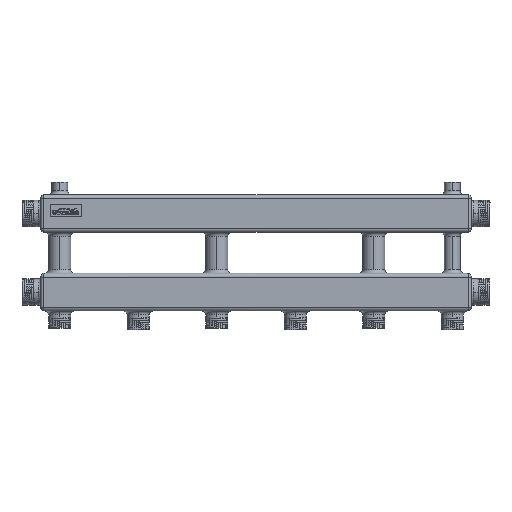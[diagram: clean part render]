
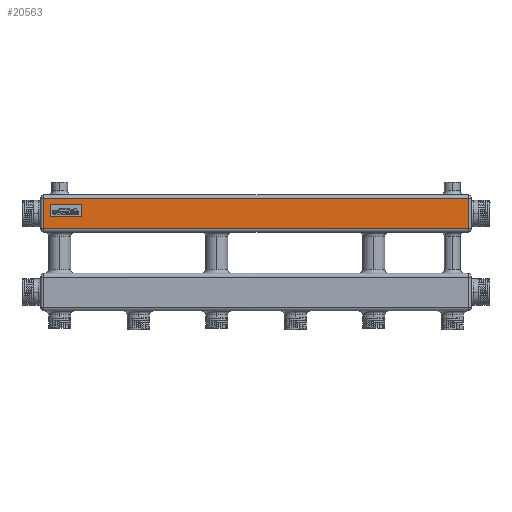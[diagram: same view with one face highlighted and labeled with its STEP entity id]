
A CAD part, top view. The second image highlights one B-rep face of the part: STEP entity #20563.
In plain terms, the highlighted planar face has unit normal (0, 0, 1).
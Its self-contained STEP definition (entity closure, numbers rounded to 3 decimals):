
#238 = EDGE_CURVE ( 'NONE', #1687, #8010, #15625, .T. ) ;
#568 = VECTOR ( 'NONE', #1427, 1000. ) ;
#790 = VERTEX_POINT ( 'NONE', #22497 ) ;
#1301 = VERTEX_POINT ( 'NONE', #20171 ) ;
#1427 = DIRECTION ( 'NONE',  ( 1., 0., 0. ) ) ;
#1561 = VERTEX_POINT ( 'NONE', #34699 ) ;
#1572 = EDGE_CURVE ( 'NONE', #1561, #9176, #33500, .T. ) ;
#1687 = VERTEX_POINT ( 'NONE', #35019 ) ;
#1746 = EDGE_CURVE ( 'NONE', #25547, #1561, #4968, .T. ) ;
#2738 = CARTESIAN_POINT ( 'NONE',  ( 65., 0., 30. ) ) ;
#2960 = VECTOR ( 'NONE', #7907, 1000. ) ;
#4157 = ORIENTED_EDGE ( 'NONE', *, *, #24037, .T. ) ;
#4489 = FACE_OUTER_BOUND ( 'NONE', #8599, .T. ) ;
#4576 = AXIS2_PLACEMENT_3D ( 'NONE', #30427, #20798, #8376 ) ;
#4591 = CARTESIAN_POINT ( 'NONE',  ( 65., 60.5, 30. ) ) ;
#4822 = CARTESIAN_POINT ( 'NONE',  ( 15., 0., 30. ) ) ;
#4841 = VERTEX_POINT ( 'NONE', #24408 ) ;
#4968 = CIRCLE ( 'NONE', #33006, 3. ) ;
#6024 = DIRECTION ( 'NONE',  ( 0., -1., 0. ) ) ;
#6286 = EDGE_CURVE ( 'NONE', #39978, #4841, #15933, .T. ) ;
#6395 = VECTOR ( 'NONE', #33014, 1000. ) ;
#6700 = ORIENTED_EDGE ( 'NONE', *, *, #238, .T. ) ;
#6886 = DIRECTION ( 'NONE',  ( 0., 0., 1. ) ) ;
#7907 = DIRECTION ( 'NONE',  ( 0., 1., 0. ) ) ;
#8010 = VERTEX_POINT ( 'NONE', #35545 ) ;
#8260 = VECTOR ( 'NONE', #20095, 1000. ) ;
#8376 = DIRECTION ( 'NONE',  ( 1., 0., 0. ) ) ;
#8599 = EDGE_LOOP ( 'NONE', ( #36055, #35713, #6700, #16862 ) ) ;
#9176 = VERTEX_POINT ( 'NONE', #33705 ) ;
#9536 = AXIS2_PLACEMENT_3D ( 'NONE', #16119, #37778, #26016 ) ;
#10491 = EDGE_LOOP ( 'NONE', ( #32529, #28873, #20173, #4157, #34511, #31925, #19953, #37123 ) ) ;
#10749 = CARTESIAN_POINT ( 'NONE',  ( 681., 0., 30. ) ) ;
#10868 = VERTEX_POINT ( 'NONE', #4591 ) ;
#12490 = VERTEX_POINT ( 'NONE', #28037 ) ;
#12849 = EDGE_CURVE ( 'NONE', #790, #1687, #34036, .T. ) ;
#13622 = LINE ( 'NONE', #4822, #2960 ) ;
#14013 = CARTESIAN_POINT ( 'NONE',  ( 65., 74.5, 30. ) ) ;
#14183 = DIRECTION ( 'NONE',  ( 0., 0., -1. ) ) ;
#14300 = AXIS2_PLACEMENT_3D ( 'NONE', #26736, #14183, #23335 ) ;
#14709 = DIRECTION ( 'NONE',  ( -1., 0., 0. ) ) ;
#15625 = LINE ( 'NONE', #27270, #39361 ) ;
#15933 = LINE ( 'NONE', #29341, #8260 ) ;
#16119 = CARTESIAN_POINT ( 'NONE',  ( 62., 74.5, 30. ) ) ;
#16862 = ORIENTED_EDGE ( 'NONE', *, *, #35884, .T. ) ;
#18849 = EDGE_CURVE ( 'NONE', #10868, #39978, #27268, .T. ) ;
#18924 = LINE ( 'NONE', #23678, #6395 ) ;
#19601 = EDGE_CURVE ( 'NONE', #9176, #31269, #35935, .T. ) ;
#19953 = ORIENTED_EDGE ( 'NONE', *, *, #1572, .T. ) ;
#20095 = DIRECTION ( 'NONE',  ( -1., 0., 0. ) ) ;
#20100 = EDGE_CURVE ( 'NONE', #31269, #10868, #25272, .T. ) ;
#20171 = CARTESIAN_POINT ( 'NONE',  ( 15., 60.5, 30. ) ) ;
#20173 = ORIENTED_EDGE ( 'NONE', *, *, #6286, .T. ) ;
#20563 = ADVANCED_FACE ( 'NONE', ( #4489, #38801 ), #37412, .T. ) ;
#20798 = DIRECTION ( 'NONE',  ( 0., 0., -1. ) ) ;
#21342 = EDGE_CURVE ( 'NONE', #1301, #25547, #13622, .T. ) ;
#22497 = CARTESIAN_POINT ( 'NONE',  ( 681., 38.5, 30. ) ) ;
#23335 = DIRECTION ( 'NONE',  ( 1., 0., 0. ) ) ;
#23678 = CARTESIAN_POINT ( 'NONE',  ( 0., 38.5, 30. ) ) ;
#24037 = EDGE_CURVE ( 'NONE', #4841, #1301, #34791, .T. ) ;
#24408 = CARTESIAN_POINT ( 'NONE',  ( 18., 57.5, 30. ) ) ;
#24491 = DIRECTION ( 'NONE',  ( 0., -1., 0. ) ) ;
#24615 = LINE ( 'NONE', #39708, #32850 ) ;
#25272 = LINE ( 'NONE', #2738, #30138 ) ;
#25380 = DIRECTION ( 'NONE',  ( 1., 0., 0. ) ) ;
#25547 = VERTEX_POINT ( 'NONE', #38813 ) ;
#25665 = CARTESIAN_POINT ( 'NONE',  ( 0., 0., 30. ) ) ;
#25816 = VECTOR ( 'NONE', #26432, 1000. ) ;
#26016 = DIRECTION ( 'NONE',  ( 1., 0., 0. ) ) ;
#26432 = DIRECTION ( 'NONE',  ( 0., 1., 0. ) ) ;
#26736 = CARTESIAN_POINT ( 'NONE',  ( 18., 60.5, 30. ) ) ;
#27268 = CIRCLE ( 'NONE', #4576, 3. ) ;
#27270 = CARTESIAN_POINT ( 'NONE',  ( 0., 86.5, 30. ) ) ;
#28037 = CARTESIAN_POINT ( 'NONE',  ( 4., 38.5, 30. ) ) ;
#28873 = ORIENTED_EDGE ( 'NONE', *, *, #18849, .T. ) ;
#29064 = DIRECTION ( 'NONE',  ( 1., 0., 0. ) ) ;
#29341 = CARTESIAN_POINT ( 'NONE',  ( 0., 57.5, 30. ) ) ;
#30138 = VECTOR ( 'NONE', #24491, 1000. ) ;
#30427 = CARTESIAN_POINT ( 'NONE',  ( 62., 60.5, 30. ) ) ;
#31269 = VERTEX_POINT ( 'NONE', #14013 ) ;
#31503 = CARTESIAN_POINT ( 'NONE',  ( 62., 57.5, 30. ) ) ;
#31616 = CARTESIAN_POINT ( 'NONE',  ( 18., 74.5, 30. ) ) ;
#31925 = ORIENTED_EDGE ( 'NONE', *, *, #1746, .T. ) ;
#32034 = AXIS2_PLACEMENT_3D ( 'NONE', #25665, #6886, #29064 ) ;
#32529 = ORIENTED_EDGE ( 'NONE', *, *, #20100, .T. ) ;
#32850 = VECTOR ( 'NONE', #6024, 1000. ) ;
#33006 = AXIS2_PLACEMENT_3D ( 'NONE', #31616, #37713, #25380 ) ;
#33014 = DIRECTION ( 'NONE',  ( 1., 0., 0. ) ) ;
#33409 = EDGE_CURVE ( 'NONE', #12490, #790, #18924, .T. ) ;
#33500 = LINE ( 'NONE', #38871, #568 ) ;
#33705 = CARTESIAN_POINT ( 'NONE',  ( 62., 77.5, 30. ) ) ;
#34036 = LINE ( 'NONE', #10749, #25816 ) ;
#34511 = ORIENTED_EDGE ( 'NONE', *, *, #21342, .T. ) ;
#34699 = CARTESIAN_POINT ( 'NONE',  ( 18., 77.5, 30. ) ) ;
#34791 = CIRCLE ( 'NONE', #14300, 3. ) ;
#35019 = CARTESIAN_POINT ( 'NONE',  ( 681., 86.5, 30. ) ) ;
#35545 = CARTESIAN_POINT ( 'NONE',  ( 4., 86.5, 30. ) ) ;
#35713 = ORIENTED_EDGE ( 'NONE', *, *, #12849, .T. ) ;
#35884 = EDGE_CURVE ( 'NONE', #8010, #12490, #24615, .T. ) ;
#35935 = CIRCLE ( 'NONE', #9536, 3. ) ;
#36055 = ORIENTED_EDGE ( 'NONE', *, *, #33409, .T. ) ;
#37123 = ORIENTED_EDGE ( 'NONE', *, *, #19601, .T. ) ;
#37412 = PLANE ( 'NONE',  #32034 ) ;
#37713 = DIRECTION ( 'NONE',  ( 0., 0., -1. ) ) ;
#37778 = DIRECTION ( 'NONE',  ( 0., 0., -1. ) ) ;
#38801 = FACE_BOUND ( 'NONE', #10491, .T. ) ;
#38813 = CARTESIAN_POINT ( 'NONE',  ( 15., 74.5, 30. ) ) ;
#38871 = CARTESIAN_POINT ( 'NONE',  ( 0., 77.5, 30. ) ) ;
#39361 = VECTOR ( 'NONE', #14709, 1000. ) ;
#39708 = CARTESIAN_POINT ( 'NONE',  ( 4., 0., 30. ) ) ;
#39978 = VERTEX_POINT ( 'NONE', #31503 ) ;
